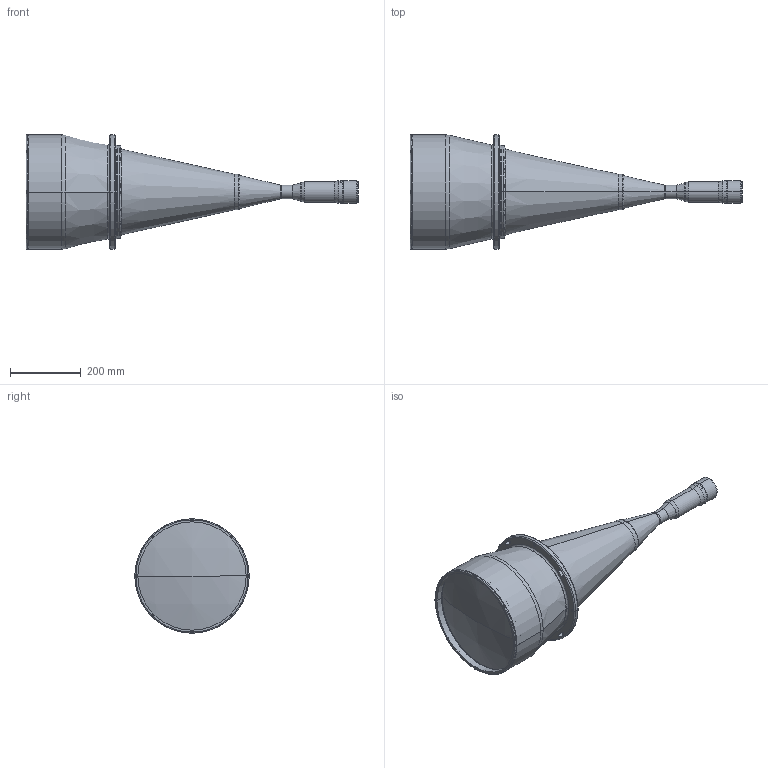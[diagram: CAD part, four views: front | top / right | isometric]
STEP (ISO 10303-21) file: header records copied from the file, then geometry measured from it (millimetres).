
FILE_DESCRIPTION (( 'STEP AP203' ), '1' );
FILE_NAME ('TC16M240-K.step', '2018-11-27T16:30:52', ( '' ), ( '' ), 'SwSTEP 2.0', 'SolidWorks 2018', '' );
FILE_SCHEMA (( 'CONFIG_CONTROL_DESIGN' ));
Length unit declared in the file: millimetre
Products named in the file (1): TC16M240-K
Bounding box: 935.32 x 322 x 322 mm (x, y, z)
Surface area: 748123.6 mm2 (no closed solid volume)
Topology: 0 solids, 28 shells, 267 faces, 861 edges, 610 vertices
Faces by surface type: cylinder 107, plane 83, torus 53, cone 16, bspline 6, sphere 2
Entity records: 10971 total; most frequent: CARTESIAN_POINT 3109, DIRECTION 1783, ORIENTED_EDGE 1376, EDGE_CURVE 861, AXIS2_PLACEMENT_3D 734, VERTEX_POINT 610, CIRCLE 472, EDGE_LOOP 343
